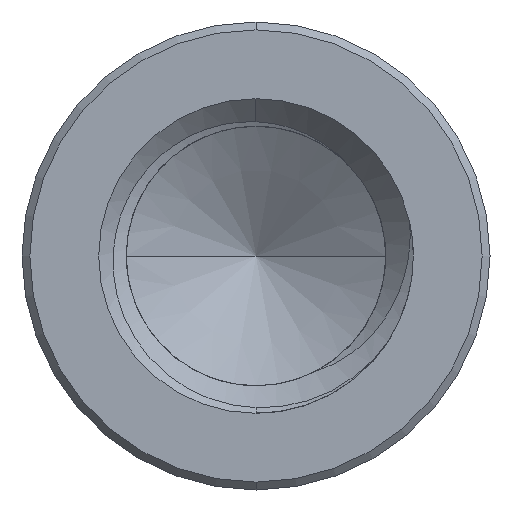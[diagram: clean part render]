
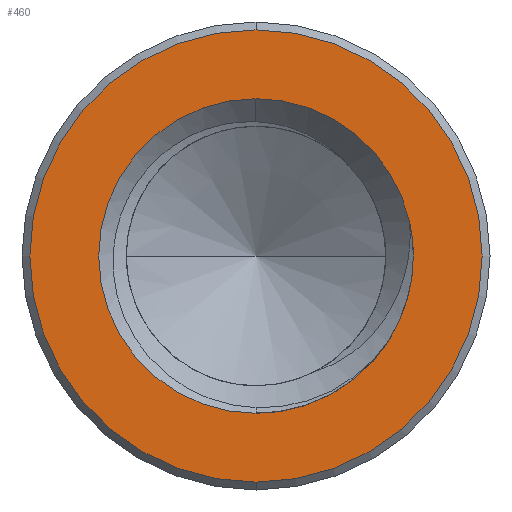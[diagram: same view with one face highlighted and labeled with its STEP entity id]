
A CAD part, front view. The second image highlights one B-rep face of the part: STEP entity #460.
In plain terms, the highlighted planar face has unit normal (0, -1, 0).
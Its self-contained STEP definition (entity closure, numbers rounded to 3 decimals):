
#46 = DIRECTION ( 'NONE',  ( 0., 0., 1. ) ) ;
#70 = CARTESIAN_POINT ( 'NONE',  ( 0., -13.5, 2.875 ) ) ;
#309 = CARTESIAN_POINT ( 'NONE',  ( 0., -13.5, 0. ) ) ;
#430 = CARTESIAN_POINT ( 'NONE',  ( 0., -13.5, 0. ) ) ;
#460 = ADVANCED_FACE ( 'NONE', ( #5074, #8756 ), #9147, .F. ) ;
#535 = AXIS2_PLACEMENT_3D ( 'NONE', #6969, #3311, #7212 ) ;
#595 = CIRCLE ( 'NONE', #2084, 2.875 ) ;
#742 = AXIS2_PLACEMENT_3D ( 'NONE', #3750, #1562, #46 ) ;
#811 = EDGE_CURVE ( 'NONE', #5560, #3084, #595, .T. ) ;
#899 = CARTESIAN_POINT ( 'NONE',  ( 0., -13.5, 2. ) ) ;
#1042 = DIRECTION ( 'NONE',  ( 0., 1., 0. ) ) ;
#1227 = DIRECTION ( 'NONE',  ( 0., 1., 0. ) ) ;
#1387 = VERTEX_POINT ( 'NONE', #2383 ) ;
#1394 = AXIS2_PLACEMENT_3D ( 'NONE', #7528, #1042, #3165 ) ;
#1406 = ORIENTED_EDGE ( 'NONE', *, *, #5116, .T. ) ;
#1520 = ORIENTED_EDGE ( 'NONE', *, *, #8359, .T. ) ;
#1562 = DIRECTION ( 'NONE',  ( 0., 1., 0. ) ) ;
#1683 = VERTEX_POINT ( 'NONE', #2362 ) ;
#2038 = CARTESIAN_POINT ( 'NONE',  ( 0., -13.5, 0. ) ) ;
#2084 = AXIS2_PLACEMENT_3D ( 'NONE', #2038, #2785, #7943 ) ;
#2362 = CARTESIAN_POINT ( 'NONE',  ( 0., -13.5, -2. ) ) ;
#2379 = DIRECTION ( 'NONE',  ( 0., 0., 1. ) ) ;
#2383 = CARTESIAN_POINT ( 'NONE',  ( 1.954, -13.5, 0.429 ) ) ;
#2467 = DIRECTION ( 'NONE',  ( 0., 1., 0. ) ) ;
#2530 = CARTESIAN_POINT ( 'NONE',  ( 0., -13.5, 0. ) ) ;
#2785 = DIRECTION ( 'NONE',  ( 0., -1., 0. ) ) ;
#2828 = CIRCLE ( 'NONE', #742, 2. ) ;
#3084 = VERTEX_POINT ( 'NONE', #3936 ) ;
#3129 = DIRECTION ( 'NONE',  ( 0., 0., 1. ) ) ;
#3165 = DIRECTION ( 'NONE',  ( 0., 0., 1. ) ) ;
#3259 = DIRECTION ( 'NONE',  ( 0., 1., 0. ) ) ;
#3311 = DIRECTION ( 'NONE',  ( 0., -1., 0. ) ) ;
#3363 = ORIENTED_EDGE ( 'NONE', *, *, #5471, .T. ) ;
#3750 = CARTESIAN_POINT ( 'NONE',  ( 0., -13.5, 0. ) ) ;
#3891 = CARTESIAN_POINT ( 'NONE',  ( 1.69, -13.5, -1.07 ) ) ;
#3895 = EDGE_LOOP ( 'NONE', ( #6426, #7563 ) ) ;
#3936 = CARTESIAN_POINT ( 'NONE',  ( 0., -13.5, -2.875 ) ) ;
#3984 = EDGE_CURVE ( 'NONE', #4158, #4475, #7796, .T. ) ;
#3986 = AXIS2_PLACEMENT_3D ( 'NONE', #309, #9010, #2379 ) ;
#4071 = DIRECTION ( 'NONE',  ( 0., 0., 1. ) ) ;
#4082 = CIRCLE ( 'NONE', #7641, 2. ) ;
#4158 = VERTEX_POINT ( 'NONE', #4859 ) ;
#4351 = CIRCLE ( 'NONE', #535, 2.875 ) ;
#4475 = VERTEX_POINT ( 'NONE', #3891 ) ;
#4560 = AXIS2_PLACEMENT_3D ( 'NONE', #9207, #1227, #7129 ) ;
#4859 = CARTESIAN_POINT ( 'NONE',  ( 2., -13.5, 0. ) ) ;
#4985 = EDGE_CURVE ( 'NONE', #3084, #5560, #4351, .T. ) ;
#5074 = FACE_BOUND ( 'NONE', #5160, .T. ) ;
#5116 = EDGE_CURVE ( 'NONE', #1387, #4158, #8029, .T. ) ;
#5160 = EDGE_LOOP ( 'NONE', ( #1406, #7480, #7127, #3363, #1520 ) ) ;
#5471 = EDGE_CURVE ( 'NONE', #1683, #5763, #2828, .T. ) ;
#5560 = VERTEX_POINT ( 'NONE', #70 ) ;
#5763 = VERTEX_POINT ( 'NONE', #899 ) ;
#6009 = CIRCLE ( 'NONE', #4560, 2. ) ;
#6426 = ORIENTED_EDGE ( 'NONE', *, *, #811, .T. ) ;
#6969 = CARTESIAN_POINT ( 'NONE',  ( 0., -13.5, 0. ) ) ;
#7127 = ORIENTED_EDGE ( 'NONE', *, *, #9295, .T. ) ;
#7129 = DIRECTION ( 'NONE',  ( 0., 0., 1. ) ) ;
#7212 = DIRECTION ( 'NONE',  ( 0., 0., 1. ) ) ;
#7480 = ORIENTED_EDGE ( 'NONE', *, *, #3984, .T. ) ;
#7528 = CARTESIAN_POINT ( 'NONE',  ( 0., -13.5, 0. ) ) ;
#7563 = ORIENTED_EDGE ( 'NONE', *, *, #4985, .T. ) ;
#7641 = AXIS2_PLACEMENT_3D ( 'NONE', #2530, #3259, #4071 ) ;
#7796 = CIRCLE ( 'NONE', #1394, 2. ) ;
#7943 = DIRECTION ( 'NONE',  ( 0., 0., 1. ) ) ;
#8029 = CIRCLE ( 'NONE', #9106, 2. ) ;
#8359 = EDGE_CURVE ( 'NONE', #5763, #1387, #4082, .T. ) ;
#8756 = FACE_OUTER_BOUND ( 'NONE', #3895, .T. ) ;
#9010 = DIRECTION ( 'NONE',  ( 0., 1., 0. ) ) ;
#9106 = AXIS2_PLACEMENT_3D ( 'NONE', #430, #2467, #3129 ) ;
#9147 = PLANE ( 'NONE',  #3986 ) ;
#9207 = CARTESIAN_POINT ( 'NONE',  ( 0., -13.5, 0. ) ) ;
#9295 = EDGE_CURVE ( 'NONE', #4475, #1683, #6009, .T. ) ;
